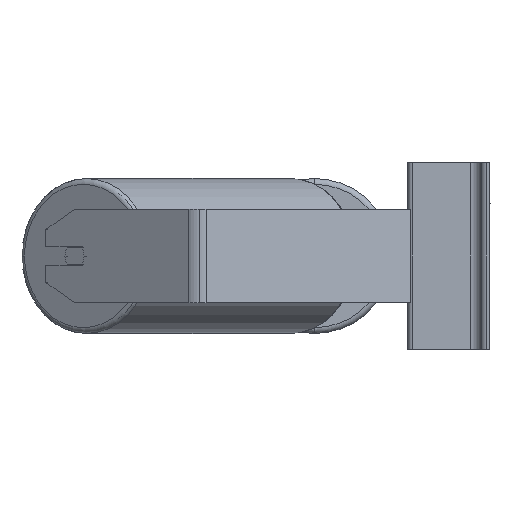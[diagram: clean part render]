
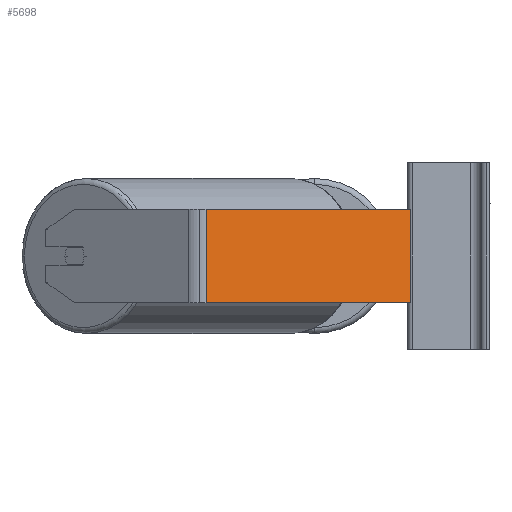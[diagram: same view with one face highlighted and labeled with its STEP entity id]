
A CAD part, left-side view. The second image highlights one B-rep face of the part: STEP entity #5698.
In plain terms, the highlighted planar face has unit normal (-0.94, -0.342, 0).
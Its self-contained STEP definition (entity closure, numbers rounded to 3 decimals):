
#411 = VERTEX_POINT ( 'NONE', #1840 ) ;
#452 = AXIS2_PLACEMENT_3D ( 'NONE', #5901, #5339, #3666 ) ;
#1364 = CARTESIAN_POINT ( 'NONE',  ( -551.251, 191.053, 40. ) ) ;
#1840 = CARTESIAN_POINT ( 'NONE',  ( -551.251, 191.053, 40. ) ) ;
#1872 = CARTESIAN_POINT ( 'NONE',  ( -487.518, 15.948, 40. ) ) ;
#2083 = ORIENTED_EDGE ( 'NONE', *, *, #6348, .T. ) ;
#2222 = VERTEX_POINT ( 'NONE', #7605 ) ;
#2795 = LINE ( 'NONE', #6162, #2884 ) ;
#2884 = VECTOR ( 'NONE', #9586, 1000. ) ;
#3223 = EDGE_CURVE ( 'NONE', #411, #5271, #8889, .T. ) ;
#3666 = DIRECTION ( 'NONE',  ( -0.342, 0.94, 0. ) ) ;
#3833 = VECTOR ( 'NONE', #5627, 1000. ) ;
#4607 = EDGE_LOOP ( 'NONE', ( #2083, #7874, #5548, #4735 ) ) ;
#4648 = DIRECTION ( 'NONE',  ( 0.342, -0.94, 0. ) ) ;
#4735 = ORIENTED_EDGE ( 'NONE', *, *, #9590, .T. ) ;
#5014 = LINE ( 'NONE', #7311, #3833 ) ;
#5271 = VERTEX_POINT ( 'NONE', #1872 ) ;
#5339 = DIRECTION ( 'NONE',  ( 0.94, 0.342, 0. ) ) ;
#5511 = VECTOR ( 'NONE', #10800, 1000. ) ;
#5548 = ORIENTED_EDGE ( 'NONE', *, *, #3223, .F. ) ;
#5627 = DIRECTION ( 'NONE',  ( 0.342, -0.94, 0. ) ) ;
#5698 = ADVANCED_FACE ( 'NONE', ( #6727 ), #10157, .F. ) ;
#5901 = CARTESIAN_POINT ( 'NONE',  ( -554.099, 198.88, 40. ) ) ;
#6030 = VECTOR ( 'NONE', #4648, 1000. ) ;
#6162 = CARTESIAN_POINT ( 'NONE',  ( -487.518, 15.948, 40. ) ) ;
#6348 = EDGE_CURVE ( 'NONE', #9837, #2222, #5014, .T. ) ;
#6727 = FACE_OUTER_BOUND ( 'NONE', #4607, .T. ) ;
#7153 = CARTESIAN_POINT ( 'NONE',  ( -554.099, 198.88, 40. ) ) ;
#7311 = CARTESIAN_POINT ( 'NONE',  ( -554.099, 198.88, -40. ) ) ;
#7605 = CARTESIAN_POINT ( 'NONE',  ( -487.518, 15.948, -40. ) ) ;
#7874 = ORIENTED_EDGE ( 'NONE', *, *, #10329, .F. ) ;
#8037 = LINE ( 'NONE', #1364, #5511 ) ;
#8889 = LINE ( 'NONE', #7153, #6030 ) ;
#9586 = DIRECTION ( 'NONE',  ( 0., 0., -1. ) ) ;
#9590 = EDGE_CURVE ( 'NONE', #411, #9837, #8037, .T. ) ;
#9837 = VERTEX_POINT ( 'NONE', #10120 ) ;
#10120 = CARTESIAN_POINT ( 'NONE',  ( -551.251, 191.053, -40. ) ) ;
#10157 = PLANE ( 'NONE',  #452 ) ;
#10329 = EDGE_CURVE ( 'NONE', #5271, #2222, #2795, .T. ) ;
#10800 = DIRECTION ( 'NONE',  ( 0., 0., -1. ) ) ;
